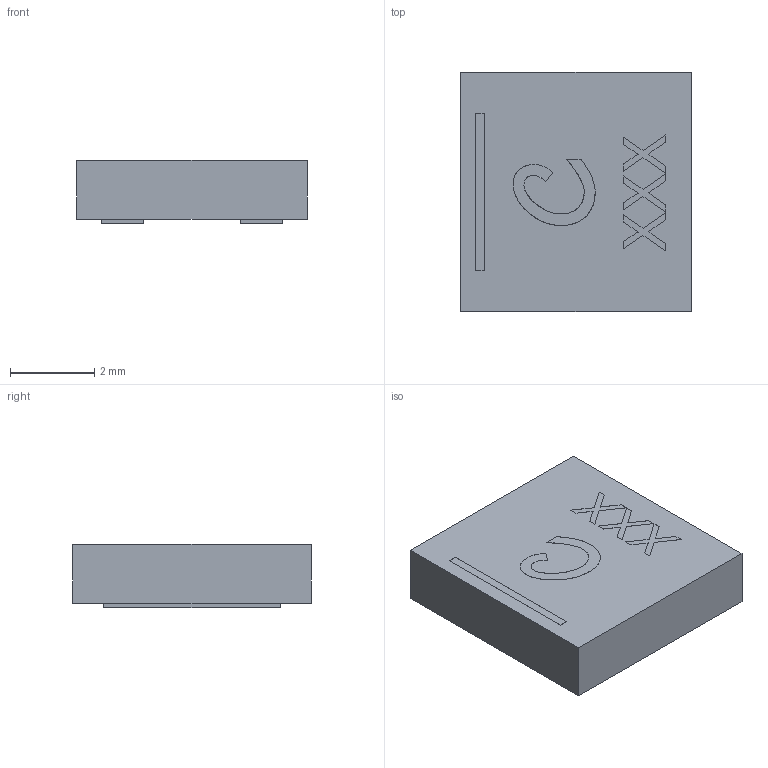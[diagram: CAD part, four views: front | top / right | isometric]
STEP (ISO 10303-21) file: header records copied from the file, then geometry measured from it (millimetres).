
FILE_DESCRIPTION(('FreeCAD Model'),'2;1');
FILE_NAME('Open CASCADE Shape Model','2024-11-16T17:52:56',(''),(''), 'Open CASCADE STEP processor 7.6','FreeCAD','Unknown');
FILE_SCHEMA(('AUTOMOTIVE_DESIGN { 1 0 10303 214 1 1 1 1 }'));
Length unit declared in the file: millimetre
Products named in the file (1): Coilcraft-XFL5015
Bounding box: 5.48 x 5.68 x 1.5 mm (x, y, z)
Volume: 44.4 mm3; surface area: 95.6 mm2
Topology: 1 solids, 1 shells, 84 faces, 213 edges, 138 vertices
Faces by surface type: plane 63, bspline 21
Entity records: 3380 total; most frequent: CARTESIAN_POINT 900, ORIENTED_EDGE 426, DIRECTION 299, EDGE_CURVE 213, LINE 171, VECTOR 171, VERTEX_POINT 138, FACE_BOUND 91
